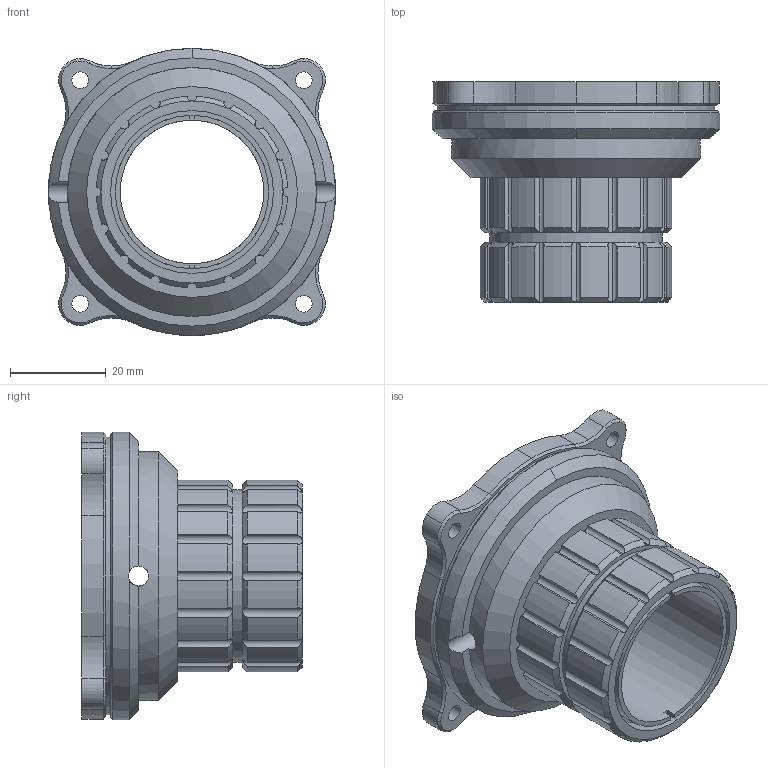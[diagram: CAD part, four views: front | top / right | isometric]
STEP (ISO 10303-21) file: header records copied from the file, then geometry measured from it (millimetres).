
FILE_DESCRIPTION(('HOOPS Exchange Step'),'2;1');
FILE_NAME('temp_export','2024-01-13T20:06:34+09:00',('mobile'),('Shapr3D Limited'),'HOOPS Exchange 2023.2','Shapr3D','Authorized');
FILE_SCHEMA( ('AUTOMOTIVE_DESIGN { 1 0 10303 214 1 1 1 1 }') );
Length unit declared in the file: millimetre
Products named in the file (1): Front_long_chng
Bounding box: 60 x 46 x 60 mm (x, y, z)
Volume: 42375.2 mm3; surface area: 18665.6 mm2
Topology: 1 solids, 1 shells, 258 faces, 678 edges, 437 vertices
Faces by surface type: cylinder 139, cone 74, plane 45
Full cylindrical faces by diameter (mm): 1 x4, 3 x4, 3.5 x4, 4.2 x2, 30 x1, 32 x1, 34 x1, 36 x1, 52 x1, 58 x1, 60 x1
Entity records: 10458 total; most frequent: CARTESIAN_POINT 3981, DIRECTION 1397, ORIENTED_EDGE 1356, EDGE_CURVE 678, AXIS2_PLACEMENT_3D 584, VERTEX_POINT 437, CIRCLE 325, EDGE_LOOP 287
